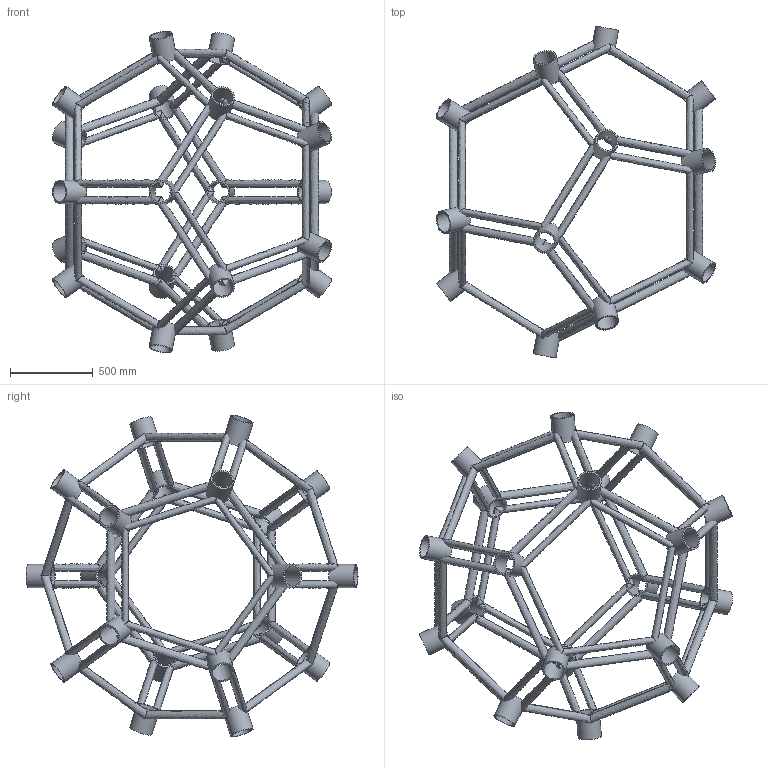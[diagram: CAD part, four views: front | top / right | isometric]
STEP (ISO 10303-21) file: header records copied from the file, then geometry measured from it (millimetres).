
FILE_DESCRIPTION((''),'2;1');
FILE_NAME('FLG''s--SOMA\DODECAHEDRON & PIPE ASSM.stp','2009-05-13T10:21:02',('AMoore'),(''),'Autodesk Inventor 11','Autodesk Inventor 11','');
FILE_SCHEMA(('AUTOMOTIVE_DESIGN { 1 0 10303 214 1 1 1 1 }'));
Length unit declared in the file: inch
Products named in the file (4): DODECAHEDRON & PIPE ASSM; DODECAHEDRON FRAME 2; 24 IN PENTAGON; PIPE CORNERS
Assembly tree (23 placements, depth 3):
  DODECAHEDRON & PIPE ASSM
    DODECAHEDRON FRAME 2  x2
      24 IN PENTAGON
      PIPE CORNERS
    PIPE CORNERS  x10
Bounding box: 1689.94 x 2009.71 x 1946.67 mm (x, y, z)
Volume: 19191193.6 mm3; surface area: 12422797.2 mm2
Topology: 32 solids, 44 shells, 200 faces, 480 edges, 320 vertices
Faces by surface type: bspline 120, cylinder 40, plane 40
Full cylindrical faces by diameter (mm): 122.25 x20, 141.3 x20
Entity records: 794 total; most frequent: CARTESIAN_POINT 259, DIRECTION 110, AXIS2_PLACEMENT_3D 55, ORIENTED_EDGE 48, EDGE_LOOP 28, PRODUCT_DEFINITION_SHAPE 27, VERTEX_POINT 24, CIRCLE 24
